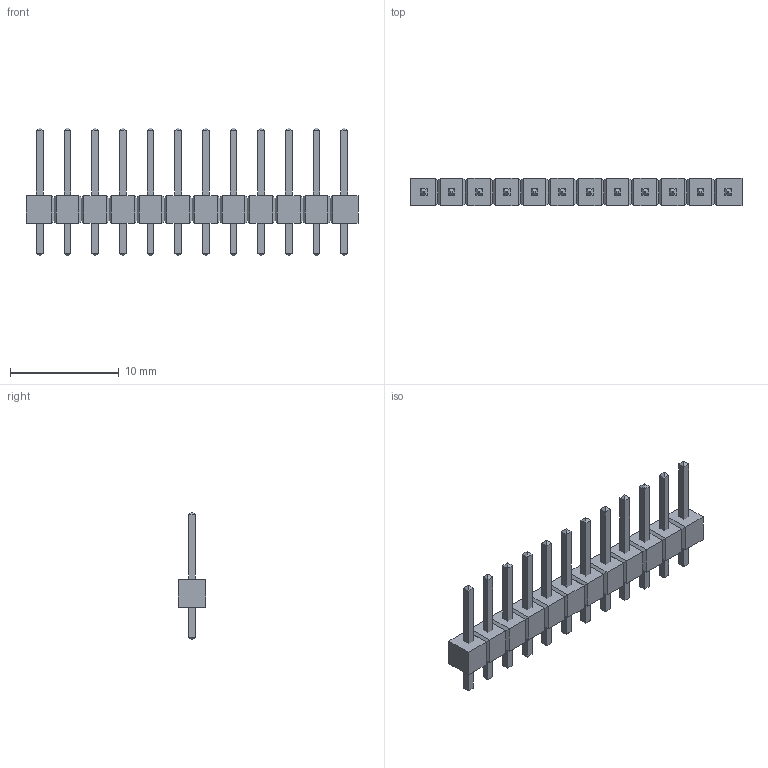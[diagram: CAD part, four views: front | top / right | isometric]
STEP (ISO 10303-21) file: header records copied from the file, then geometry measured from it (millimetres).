
FILE_DESCRIPTION(('FreeCAD Model'),'2;1');
FILE_NAME('8671199.2.1.stp','2024-02-06T22:51:36',( 'Author'),(''),'Open CASCADE STEP processor 6.9','FreeCAD','Unknown' );
FILE_SCHEMA(('AUTOMOTIVE_DESIGN { 1 0 10303 214 1 1 1 1 }'));
Length unit declared in the file: millimetre
Products named in the file (3): ASSEMBLY; Body; LeadsArray
Assembly tree (2 placements, depth 2):
  ASSEMBLY
    Body
    LeadsArray
Bounding box: 30.48 x 2.54 x 11.74 mm (x, y, z)
Volume: 247.6 mm3; surface area: 695.8 mm2
Topology: 13 solids, 13 shells, 306 faces, 612 edges, 332 vertices
Faces by surface type: plane 306
Entity records: 15375 total; most frequent: CARTESIAN_POINT 2653, DIRECTION 2278, LINE 1660, VECTOR 1660, ORIENTED_EDGE 1224, PCURVE 1224, DEFINITIONAL_REPRESENTATION 1224, EDGE_CURVE 612
